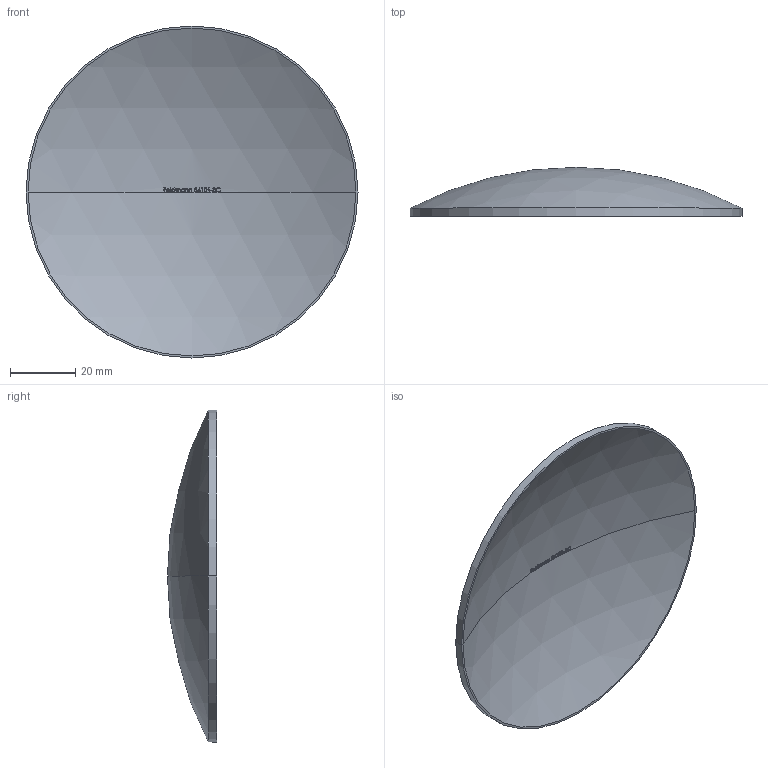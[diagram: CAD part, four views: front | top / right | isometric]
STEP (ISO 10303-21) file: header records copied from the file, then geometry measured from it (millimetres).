
FILE_DESCRIPTION (( 'STEP AP203' ), '1' );
FILE_NAME ('54101-3C.step', '2018-12-11T12:11:29', ( '' ), ( '' ), 'SwSTEP 2.0', 'SolidWorks 2015', '' );
FILE_SCHEMA (( 'CONFIG_CONTROL_DESIGN' ));
Length unit declared in the file: millimetre
Products named in the file (1): 54101-3C
Bounding box: 101.6 x 15 x 101.6 mm (x, y, z)
Volume: 21495 mm3; surface area: 18002.9 mm2
Topology: 1 solids, 1 shells, 223 faces, 614 edges, 400 vertices
Faces by surface type: plane 95, bspline 88, sphere 38, cylinder 2
Entity records: 11572 total; most frequent: CARTESIAN_POINT 6317, ORIENTED_EDGE 1228, DIRECTION 880, EDGE_CURVE 614, VERTEX_POINT 400, AXIS2_PLACEMENT_3D 348, EDGE_LOOP 230, ADVANCED_FACE 223
